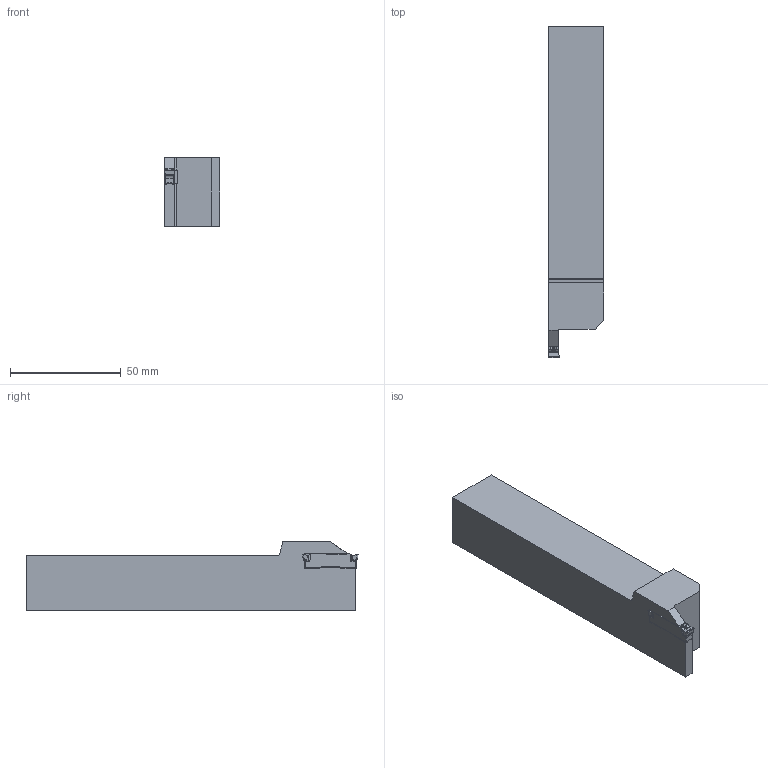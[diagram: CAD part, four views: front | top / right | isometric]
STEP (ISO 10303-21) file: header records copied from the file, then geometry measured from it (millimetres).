
FILE_DESCRIPTION(/* description */ (''),/* implementation_level */ '2;1');
FILE_NAME(/* name */ 'GL5-S2525MFL-12_sim.stp',/* time_stamp */ '2021-08-20T12:40:22+02:00',/* author */ (''),/* organization */ (''),/* preprocessor_version */ 'ST-DEVELOPER v16.7',/* originating_system */ 'SIEMENS PLM Software NX 12.0',/* authorisation */ '');
FILE_SCHEMA (('AUTOMOTIVE_DESIGN { 1 0 10303 214 3 1 1 1 }'));
Length unit declared in the file: millimetre
Products named in the file (1): hc723538F8474fox
Bounding box: 25.3 x 150.06 x 31 mm (x, y, z)
Volume: 89343.7 mm3; surface area: 16690.8 mm2
Topology: 2 solids, 2 shells, 305 faces, 752 edges, 442 vertices
Faces by surface type: bspline 154, cylinder 66, plane 64, extrusion 16, sphere 5
Entity records: 11294 total; most frequent: CARTESIAN_POINT 5436, ORIENTED_EDGE 1482, DIRECTION 810, EDGE_CURVE 741, VERTEX_POINT 440, B_SPLINE_CURVE_WITH_KNOTS 362, ADVANCED_FACE 305, FACE_OUTER_BOUND 305
